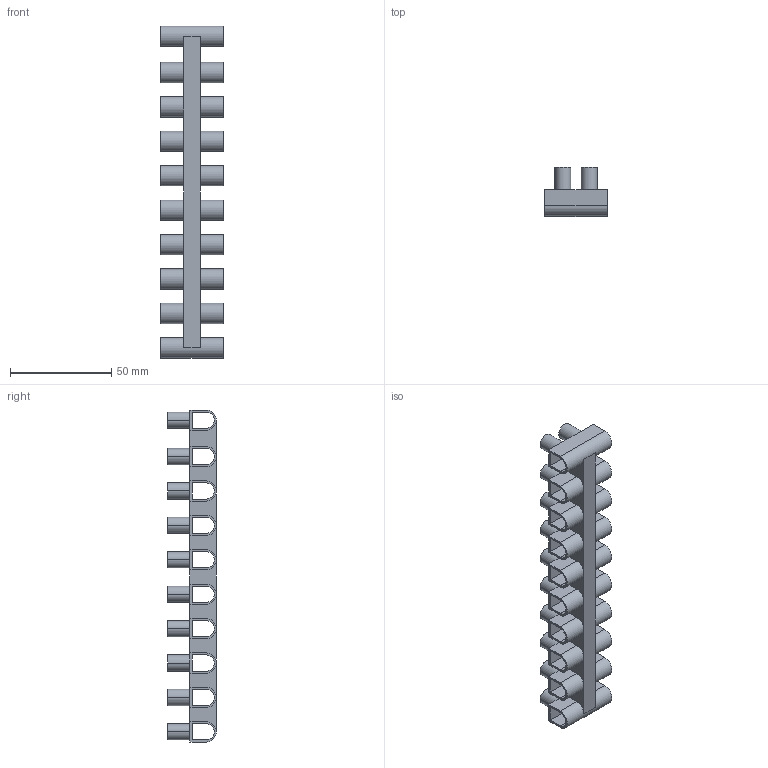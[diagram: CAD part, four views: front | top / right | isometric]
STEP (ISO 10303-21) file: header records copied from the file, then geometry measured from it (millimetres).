
FILE_DESCRIPTION(('SolidDesigner STEP Export'),'2;1');
FILE_NAME('3240176_EC_10-select.stp','2015-09-16T 8:03:01',(''),(''),'Creo Elements/Direct Modeling STEP processor for AP214 (Solid Model)','Creo Elements/Direct Modeling 18.1 06-May-2012 (C) Parametric Technology GmbH','');
FILE_SCHEMA(('AUTOMOTIVE_DESIGN { 1 0 10303 214 1 1 1 1 }'));
Length unit declared in the file: millimetre
Products named in the file (2): 3240176_EC_10-select
Assembly tree (1 placements, depth 2):
  3240176_EC_10-select
    3240176_EC_10-select
Bounding box: 31 x 24 x 164 mm (x, y, z)
Volume: 28613 mm3; surface area: 32386.1 mm2
Topology: 1 solids, 1 shells, 256 faces, 626 edges, 412 vertices
Faces by surface type: plane 148, cylinder 108
Entity records: 7197 total; most frequent: ORIENTED_EDGE 1252, CARTESIAN_POINT 1154, DIRECTION 1130, EDGE_CURVE 626, VERTEX_POINT 412, AXIS2_PLACEMENT_3D 388, VECTOR 354, LINE 354
